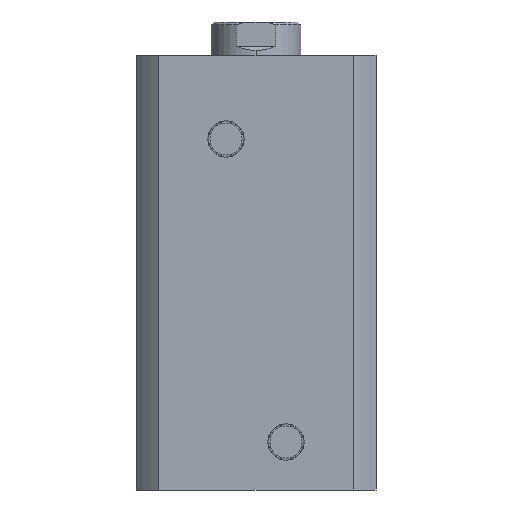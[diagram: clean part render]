
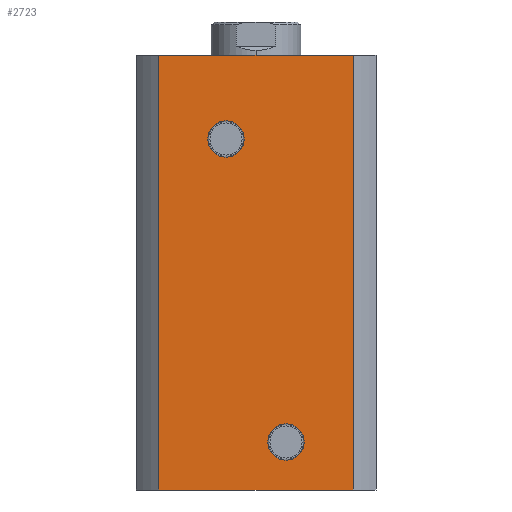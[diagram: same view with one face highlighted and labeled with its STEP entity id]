
A CAD part, left-side view. The second image highlights one B-rep face of the part: STEP entity #2723.
In plain terms, the highlighted planar face has unit normal (-1, 0, 0).
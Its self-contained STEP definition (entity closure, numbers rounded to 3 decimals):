
#122 = EDGE_LOOP ( 'NONE', ( #285, #287, #280, #279 ) ) ;
#140 = EDGE_LOOP ( 'NONE', ( #264, #255 ) ) ;
#194 = EDGE_LOOP ( 'NONE', ( #265, #221 ) ) ;
#221 = ORIENTED_EDGE ( 'NONE', *, *, #3382, .F. ) ;
#255 = ORIENTED_EDGE ( 'NONE', *, *, #3409, .F. ) ;
#264 = ORIENTED_EDGE ( 'NONE', *, *, #2178, .F. ) ;
#265 = ORIENTED_EDGE ( 'NONE', *, *, #2179, .F. ) ;
#279 = ORIENTED_EDGE ( 'NONE', *, *, #2176, .T. ) ;
#280 = ORIENTED_EDGE ( 'NONE', *, *, #2182, .F. ) ;
#285 = ORIENTED_EDGE ( 'NONE', *, *, #2180, .T. ) ;
#287 = ORIENTED_EDGE ( 'NONE', *, *, #2181, .F. ) ;
#299 = VERTEX_POINT ( 'NONE', #1101 ) ;
#346 = VERTEX_POINT ( 'NONE', #1300 ) ;
#360 = AXIS2_PLACEMENT_3D ( 'NONE', #2031, #2032, #2033 ) ;
#433 = AXIS2_PLACEMENT_3D ( 'NONE', #2049, #2050, #2051 ) ;
#732 = CARTESIAN_POINT ( 'NONE',  ( -40., 32.438, 145. ) ) ;
#951 = FACE_OUTER_BOUND ( 'NONE', #122, .T. ) ;
#959 = FACE_BOUND ( 'NONE', #140, .T. ) ;
#962 = FACE_BOUND ( 'NONE', #194, .T. ) ;
#1101 = CARTESIAN_POINT ( 'NONE',  ( -40., -10., 9.94 ) ) ;
#1166 = CIRCLE ( 'NONE', #360, 6.06 ) ;
#1184 = CIRCLE ( 'NONE', #433, 6.06 ) ;
#1300 = CARTESIAN_POINT ( 'NONE',  ( -40., -32.438, 145. ) ) ;
#1421 = LINE ( 'NONE', #2506, #1430 ) ;
#1424 = CIRCLE ( 'NONE', #3463, 6.06 ) ;
#1425 = CIRCLE ( 'NONE', #3464, 6.06 ) ;
#1427 = LINE ( 'NONE', #2521, #1429 ) ;
#1429 = VECTOR ( 'NONE', #2509, 1000. ) ;
#1430 = VECTOR ( 'NONE', #2500, 1000. ) ;
#1431 = LINE ( 'NONE', #2525, #3018 ) ;
#1558 = DIRECTION ( 'NONE',  ( 1., 0., 0. ) ) ;
#1563 = CARTESIAN_POINT ( 'NONE',  ( -40., 0., 145. ) ) ;
#1565 = PLANE ( 'NONE',  #3418 ) ;
#1567 = DIRECTION ( 'NONE',  ( 0., 1., 0. ) ) ;
#1943 = CARTESIAN_POINT ( 'NONE',  ( -40., 32.438, 0. ) ) ;
#1977 = CARTESIAN_POINT ( 'NONE',  ( -40., -32.438, 0. ) ) ;
#2000 = CARTESIAN_POINT ( 'NONE',  ( -40., 10., 110.94 ) ) ;
#2005 = CARTESIAN_POINT ( 'NONE',  ( -40., -10., 22.06 ) ) ;
#2009 = CARTESIAN_POINT ( 'NONE',  ( -40., 10., 123.06 ) ) ;
#2031 = CARTESIAN_POINT ( 'NONE',  ( -40., 10., 117. ) ) ;
#2032 = DIRECTION ( 'NONE',  ( -1., 0., 0. ) ) ;
#2033 = DIRECTION ( 'NONE',  ( 0., 0., 1. ) ) ;
#2049 = CARTESIAN_POINT ( 'NONE',  ( -40., -10., 16. ) ) ;
#2050 = DIRECTION ( 'NONE',  ( -1., 0., 0. ) ) ;
#2051 = DIRECTION ( 'NONE',  ( 0., 0., 1. ) ) ;
#2176 = EDGE_CURVE ( 'NONE', #3627, #2966, #1421, .T. ) ;
#2178 = EDGE_CURVE ( 'NONE', #3048, #299, #1425, .T. ) ;
#2179 = EDGE_CURVE ( 'NONE', #3052, #3043, #1424, .T. ) ;
#2180 = EDGE_CURVE ( 'NONE', #2966, #3000, #1427, .T. ) ;
#2181 = EDGE_CURVE ( 'NONE', #346, #3000, #1431, .T. ) ;
#2182 = EDGE_CURVE ( 'NONE', #3627, #346, #3016, .T. ) ;
#2500 = DIRECTION ( 'NONE',  ( 0., 0., -1. ) ) ;
#2506 = CARTESIAN_POINT ( 'NONE',  ( -40., 32.438, 145. ) ) ;
#2509 = DIRECTION ( 'NONE',  ( 0., -1., 0. ) ) ;
#2517 = CARTESIAN_POINT ( 'NONE',  ( -40., -10., 16. ) ) ;
#2518 = DIRECTION ( 'NONE',  ( -1., 0., 0. ) ) ;
#2519 = DIRECTION ( 'NONE',  ( 0., 0., 1. ) ) ;
#2520 = CARTESIAN_POINT ( 'NONE',  ( -40., 0., 145. ) ) ;
#2521 = CARTESIAN_POINT ( 'NONE',  ( -40., 0., 0. ) ) ;
#2522 = CARTESIAN_POINT ( 'NONE',  ( -40., 10., 117. ) ) ;
#2523 = DIRECTION ( 'NONE',  ( -1., 0., 0. ) ) ;
#2524 = DIRECTION ( 'NONE',  ( 0., 0., 1. ) ) ;
#2525 = CARTESIAN_POINT ( 'NONE',  ( -40., -32.438, 145. ) ) ;
#2527 = DIRECTION ( 'NONE',  ( 0., 0., -1. ) ) ;
#2528 = DIRECTION ( 'NONE',  ( 0., -1., 0. ) ) ;
#2723 = ADVANCED_FACE ( 'NONE', ( #959, #962, #951 ), #1565, .F. ) ;
#2966 = VERTEX_POINT ( 'NONE', #1943 ) ;
#3000 = VERTEX_POINT ( 'NONE', #1977 ) ;
#3015 = VECTOR ( 'NONE', #2528, 1000. ) ;
#3016 = LINE ( 'NONE', #2520, #3015 ) ;
#3018 = VECTOR ( 'NONE', #2527, 1000. ) ;
#3043 = VERTEX_POINT ( 'NONE', #2000 ) ;
#3048 = VERTEX_POINT ( 'NONE', #2005 ) ;
#3052 = VERTEX_POINT ( 'NONE', #2009 ) ;
#3382 = EDGE_CURVE ( 'NONE', #3043, #3052, #1166, .T. ) ;
#3409 = EDGE_CURVE ( 'NONE', #299, #3048, #1184, .T. ) ;
#3418 = AXIS2_PLACEMENT_3D ( 'NONE', #1563, #1558, #1567 ) ;
#3463 = AXIS2_PLACEMENT_3D ( 'NONE', #2522, #2523, #2524 ) ;
#3464 = AXIS2_PLACEMENT_3D ( 'NONE', #2517, #2518, #2519 ) ;
#3627 = VERTEX_POINT ( 'NONE', #732 ) ;
